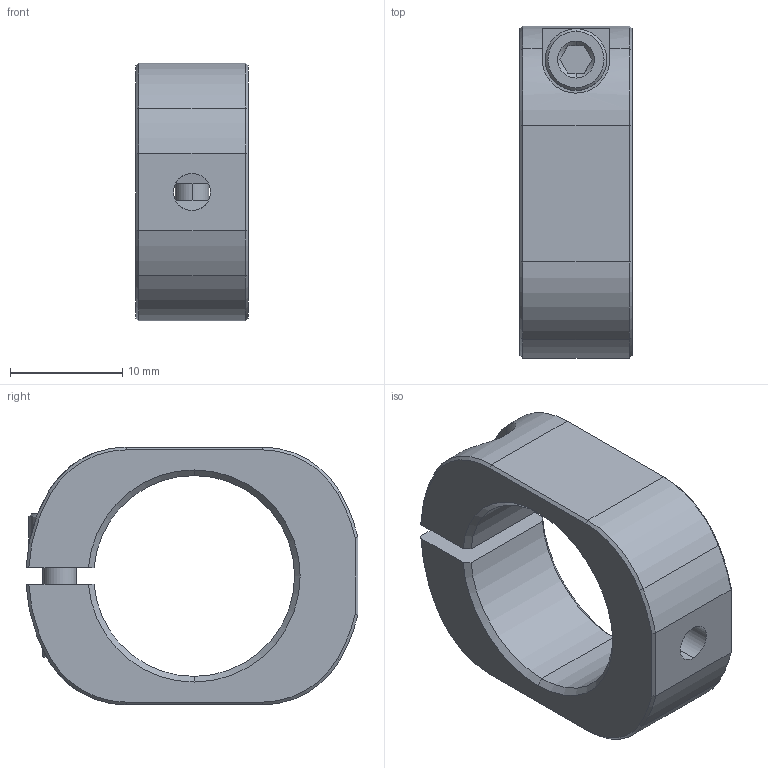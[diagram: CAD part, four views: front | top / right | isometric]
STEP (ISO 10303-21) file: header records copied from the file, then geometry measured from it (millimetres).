
FILE_DESCRIPTION (( 'STEP AP203' ), '1' );
FILE_NAME ('1.7.6.1_ZTL-Z0.5_SM0.5英寸透镜套筒安装座.STEP', '2021-07-24T07:08:11', ( 'China' ), ( 'Home' ), 'SwSTEP 2.0', 'SolidWorks 2018', '' );
FILE_SCHEMA (( 'CONFIG_CONTROL_DESIGN' ));
Length unit declared in the file: millimetre
Products named in the file (1): 1.7.6.1_ZTL-Z0.5_SM0.5英寸透镜套筒安装座
Bounding box: 10 x 29.58 x 22.98 mm (x, y, z)
Surface area: 2495.5 mm2 (no closed solid volume)
Topology: 0 solids, 3 shells, 72 faces, 183 edges, 114 vertices
Faces by surface type: cone 28, plane 24, cylinder 20
Entity records: 2397 total; most frequent: CARTESIAN_POINT 579, DIRECTION 373, ORIENTED_EDGE 353, EDGE_CURVE 183, AXIS2_PLACEMENT_3D 144, VERTEX_POINT 114, VECTOR 85, LINE 85
